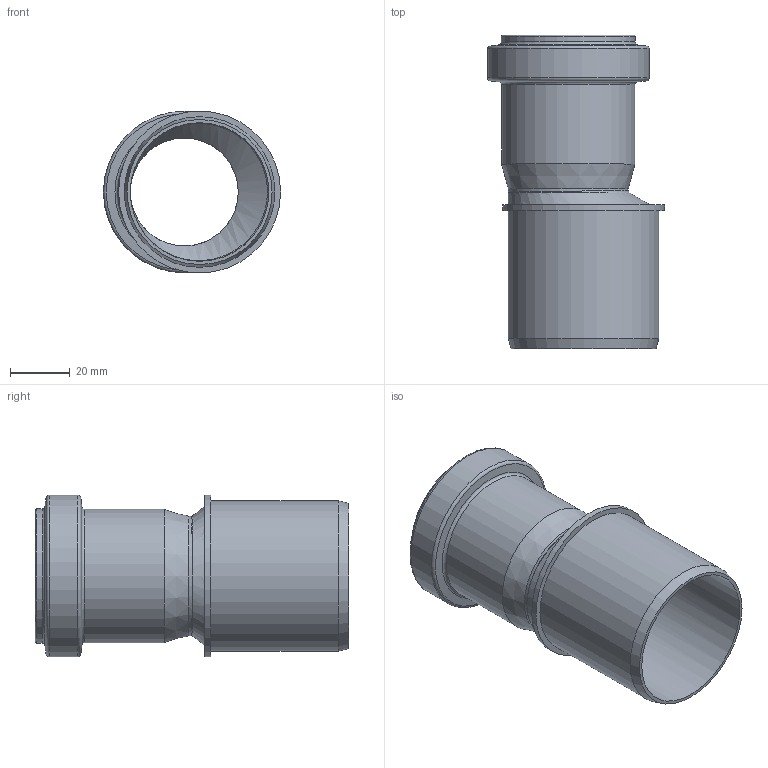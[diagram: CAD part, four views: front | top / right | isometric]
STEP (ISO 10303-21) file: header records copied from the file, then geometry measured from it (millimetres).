
FILE_DESCRIPTION(/* description */ (''),/* implementation_level */ '2;1');
FILE_NAME(/* name */ '559920 HTR DN_OD 50_40 weiß.stp',/* time_stamp */ '2018-01-12T10:46:45+01:00',/* author */ ('user1'),/* organization */ (''),/* preprocessor_version */ 'ST-DEVELOPER v16.1',/* originating_system */ 'Autodesk Inventor 2016',/* authorisation */ '');
FILE_SCHEMA (('AUTOMOTIVE_DESIGN { 1 0 10303 214 3 1 1 }'));
Length unit declared in the file: millimetre
Products named in the file (1): 559920 HTR DN_OD 50_40 weiß
Bounding box: 59.05 x 104.5 x 54 mm (x, y, z)
Volume: 32198.8 mm3; surface area: 34003.1 mm2
Topology: 1 solids, 1 shells, 38 faces, 79 edges, 42 vertices
Faces by surface type: cylinder 12, torus 10, cone 7, plane 5, bspline 4
Full cylindrical faces by diameter (mm): 36 x1, 40 x1, 40.8 x1, 41.1 x2, 44.4 x1, 44.7 x1, 46.2 x1, 50.2 x1, 50.3 x1, 53.9 x1, 54 x1
Entity records: 1279 total; most frequent: CARTESIAN_POINT 614, DIRECTION 138, ORIENTED_EDGE 86, EDGE_LOOP 72, AXIS2_PLACEMENT_3D 69, EDGE_CURVE 43, VERTEX_POINT 39, FACE_OUTER_BOUND 38
